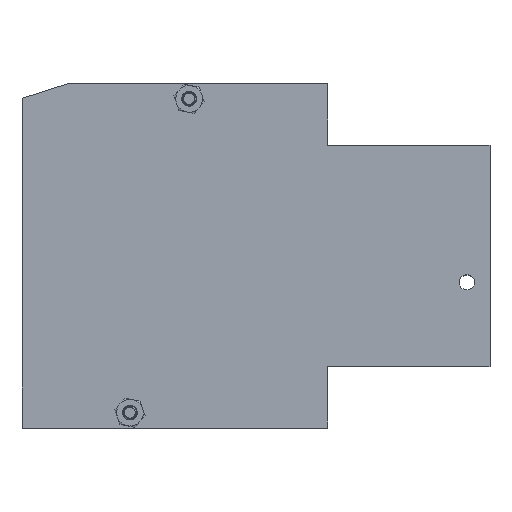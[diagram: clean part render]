
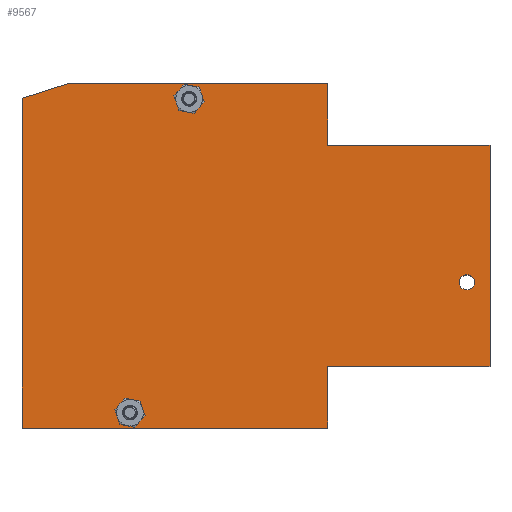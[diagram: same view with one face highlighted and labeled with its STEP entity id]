
A CAD part, top view. The second image highlights one B-rep face of the part: STEP entity #9567.
In plain terms, the highlighted planar face has unit normal (0, 0, 1).
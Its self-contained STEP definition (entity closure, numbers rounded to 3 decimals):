
#72 = DIRECTION ( 'NONE',  ( 0., 1., 0. ) ) ;
#130 = VERTEX_POINT ( 'NONE', #508 ) ;
#169 = CARTESIAN_POINT ( 'NONE',  ( 62.992, 12.764, 0. ) ) ;
#182 = CARTESIAN_POINT ( 'NONE',  ( 22.225, 3.175, 0. ) ) ;
#211 = LINE ( 'NONE', #3181, #6218 ) ;
#243 = FACE_BOUND ( 'NONE', #4865, .T. ) ;
#300 = CARTESIAN_POINT ( 'NONE',  ( 62.992, 0., 0. ) ) ;
#349 = ORIENTED_EDGE ( 'NONE', *, *, #9823, .F. ) ;
#497 = LINE ( 'NONE', #6746, #7340 ) ;
#508 = CARTESIAN_POINT ( 'NONE',  ( 23.812, 3.175, 0. ) ) ;
#567 = VERTEX_POINT ( 'NONE', #6100 ) ;
#618 = DIRECTION ( 'NONE',  ( 1., 0., 0. ) ) ;
#677 = EDGE_CURVE ( 'NONE', #567, #2488, #211, .T. ) ;
#686 = ORIENTED_EDGE ( 'NONE', *, *, #2970, .F. ) ;
#780 = VECTOR ( 'NONE', #3275, 1000. ) ;
#896 = LINE ( 'NONE', #169, #780 ) ;
#904 = DIRECTION ( 'NONE',  ( 0., 0., 1. ) ) ;
#993 = CARTESIAN_POINT ( 'NONE',  ( 96.393, 58.23, 0. ) ) ;
#1139 = CARTESIAN_POINT ( 'NONE',  ( 93.218, 30.036, 0. ) ) ;
#1378 = CARTESIAN_POINT ( 'NONE',  ( 34.417, 67.818, 0. ) ) ;
#1449 = LINE ( 'NONE', #993, #8792 ) ;
#1599 = VECTOR ( 'NONE', #4139, 1000. ) ;
#1621 = VERTEX_POINT ( 'NONE', #300 ) ;
#1747 = EDGE_CURVE ( 'NONE', #4890, #2055, #7878, .T. ) ;
#1916 = EDGE_LOOP ( 'NONE', ( #686 ) ) ;
#1924 = ORIENTED_EDGE ( 'NONE', *, *, #2281, .T. ) ;
#1952 = CIRCLE ( 'NONE', #3947, 1.588 ) ;
#1974 = AXIS2_PLACEMENT_3D ( 'NONE', #1378, #2157, #9728 ) ;
#2014 = CARTESIAN_POINT ( 'NONE',  ( 0., 0., 0. ) ) ;
#2055 = VERTEX_POINT ( 'NONE', #8188 ) ;
#2157 = DIRECTION ( 'NONE',  ( 0., 0., 1. ) ) ;
#2281 = EDGE_CURVE ( 'NONE', #2488, #7884, #3042, .T. ) ;
#2379 = DIRECTION ( 'NONE',  ( 1., 0., 0. ) ) ;
#2391 = EDGE_CURVE ( 'NONE', #1621, #9976, #896, .T. ) ;
#2408 = CIRCLE ( 'NONE', #1974, 1.587 ) ;
#2488 = VERTEX_POINT ( 'NONE', #9476 ) ;
#2490 = DIRECTION ( 'NONE',  ( 1., 0., 0. ) ) ;
#2596 = EDGE_LOOP ( 'NONE', ( #349 ) ) ;
#2716 = EDGE_CURVE ( 'NONE', #7884, #1621, #3512, .T. ) ;
#2970 = EDGE_CURVE ( 'NONE', #3948, #3948, #1952, .T. ) ;
#3042 = LINE ( 'NONE', #5239, #4499 ) ;
#3048 = ORIENTED_EDGE ( 'NONE', *, *, #2391, .T. ) ;
#3159 = DIRECTION ( 'NONE',  ( 0., 0., 1. ) ) ;
#3181 = CARTESIAN_POINT ( 'NONE',  ( 9.525, 70.993, 0. ) ) ;
#3271 = CARTESIAN_POINT ( 'NONE',  ( 62.992, 58.23, 0. ) ) ;
#3275 = DIRECTION ( 'NONE',  ( 0., 1., 0. ) ) ;
#3287 = DIRECTION ( 'NONE',  ( 0., 0., 1. ) ) ;
#3288 = VECTOR ( 'NONE', #72, 1000. ) ;
#3512 = LINE ( 'NONE', #3750, #4966 ) ;
#3534 = EDGE_CURVE ( 'NONE', #8430, #4822, #8821, .T. ) ;
#3587 = CIRCLE ( 'NONE', #5784, 1.587 ) ;
#3750 = CARTESIAN_POINT ( 'NONE',  ( 0., 0., 0. ) ) ;
#3947 = AXIS2_PLACEMENT_3D ( 'NONE', #9350, #904, #2379 ) ;
#3948 = VERTEX_POINT ( 'NONE', #1139 ) ;
#4088 = ORIENTED_EDGE ( 'NONE', *, *, #7270, .T. ) ;
#4139 = DIRECTION ( 'NONE',  ( 0., 1., 0. ) ) ;
#4311 = FACE_BOUND ( 'NONE', #1916, .T. ) ;
#4350 = LINE ( 'NONE', #6126, #9779 ) ;
#4499 = VECTOR ( 'NONE', #8986, 1000. ) ;
#4726 = CARTESIAN_POINT ( 'NONE',  ( 0., 58.229, 0. ) ) ;
#4822 = VERTEX_POINT ( 'NONE', #5717 ) ;
#4865 = EDGE_LOOP ( 'NONE', ( #6488 ) ) ;
#4890 = VERTEX_POINT ( 'NONE', #3271 ) ;
#4966 = VECTOR ( 'NONE', #618, 1000. ) ;
#5239 = CARTESIAN_POINT ( 'NONE',  ( 0., 0., 0. ) ) ;
#5384 = CARTESIAN_POINT ( 'NONE',  ( 96.393, 12.764, 0. ) ) ;
#5469 = EDGE_CURVE ( 'NONE', #9976, #8430, #4350, .T. ) ;
#5542 = DIRECTION ( 'NONE',  ( -0.952, -0.305, 0. ) ) ;
#5548 = PLANE ( 'NONE',  #7931 ) ;
#5663 = ORIENTED_EDGE ( 'NONE', *, *, #1747, .T. ) ;
#5717 = CARTESIAN_POINT ( 'NONE',  ( 96.393, 58.23, 0. ) ) ;
#5737 = CARTESIAN_POINT ( 'NONE',  ( 36.004, 67.818, 0. ) ) ;
#5784 = AXIS2_PLACEMENT_3D ( 'NONE', #182, #3287, #2490 ) ;
#5882 = FACE_BOUND ( 'NONE', #2596, .T. ) ;
#5915 = DIRECTION ( 'NONE',  ( -1., 0., 0. ) ) ;
#6100 = CARTESIAN_POINT ( 'NONE',  ( 9.525, 70.993, 0. ) ) ;
#6126 = CARTESIAN_POINT ( 'NONE',  ( 96.393, 12.764, 0. ) ) ;
#6218 = VECTOR ( 'NONE', #5542, 1000. ) ;
#6463 = VERTEX_POINT ( 'NONE', #5737 ) ;
#6488 = ORIENTED_EDGE ( 'NONE', *, *, #8347, .F. ) ;
#6746 = CARTESIAN_POINT ( 'NONE',  ( 9.525, 70.993, 0. ) ) ;
#6975 = EDGE_CURVE ( 'NONE', #2055, #567, #497, .T. ) ;
#7064 = DIRECTION ( 'NONE',  ( -1., 0., 0. ) ) ;
#7119 = EDGE_LOOP ( 'NONE', ( #1924, #7547, #3048, #9608, #9555, #4088, #5663, #8095, #7946 ) ) ;
#7270 = EDGE_CURVE ( 'NONE', #4822, #4890, #1449, .T. ) ;
#7323 = FACE_OUTER_BOUND ( 'NONE', #7119, .T. ) ;
#7340 = VECTOR ( 'NONE', #5915, 1000. ) ;
#7547 = ORIENTED_EDGE ( 'NONE', *, *, #2716, .T. ) ;
#7693 = CARTESIAN_POINT ( 'NONE',  ( 62.992, 70.993, 0. ) ) ;
#7772 = DIRECTION ( 'NONE',  ( 1., 0., 0. ) ) ;
#7878 = LINE ( 'NONE', #7693, #3288 ) ;
#7883 = DIRECTION ( 'NONE',  ( 1., 0., 0. ) ) ;
#7884 = VERTEX_POINT ( 'NONE', #2014 ) ;
#7931 = AXIS2_PLACEMENT_3D ( 'NONE', #4726, #3159, #7883 ) ;
#7946 = ORIENTED_EDGE ( 'NONE', *, *, #677, .T. ) ;
#8095 = ORIENTED_EDGE ( 'NONE', *, *, #6975, .T. ) ;
#8180 = CARTESIAN_POINT ( 'NONE',  ( 62.992, 12.764, 0. ) ) ;
#8188 = CARTESIAN_POINT ( 'NONE',  ( 62.992, 70.993, 0. ) ) ;
#8347 = EDGE_CURVE ( 'NONE', #130, #130, #3587, .T. ) ;
#8430 = VERTEX_POINT ( 'NONE', #5384 ) ;
#8792 = VECTOR ( 'NONE', #7064, 1000. ) ;
#8821 = LINE ( 'NONE', #9389, #1599 ) ;
#8986 = DIRECTION ( 'NONE',  ( 0., -1., 0. ) ) ;
#9350 = CARTESIAN_POINT ( 'NONE',  ( 91.631, 30.036, 0. ) ) ;
#9389 = CARTESIAN_POINT ( 'NONE',  ( 96.393, 12.764, 0. ) ) ;
#9476 = CARTESIAN_POINT ( 'NONE',  ( 0., 67.945, 0. ) ) ;
#9555 = ORIENTED_EDGE ( 'NONE', *, *, #3534, .T. ) ;
#9567 = ADVANCED_FACE ( 'NONE', ( #4311, #243, #5882, #7323 ), #5548, .T. ) ;
#9608 = ORIENTED_EDGE ( 'NONE', *, *, #5469, .T. ) ;
#9728 = DIRECTION ( 'NONE',  ( 1., 0., 0. ) ) ;
#9779 = VECTOR ( 'NONE', #7772, 1000. ) ;
#9823 = EDGE_CURVE ( 'NONE', #6463, #6463, #2408, .T. ) ;
#9976 = VERTEX_POINT ( 'NONE', #8180 ) ;
